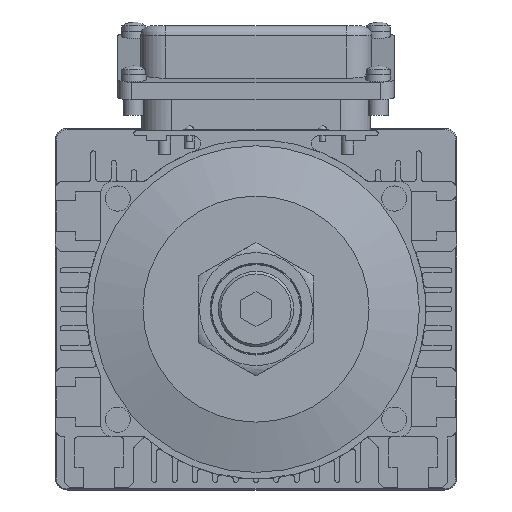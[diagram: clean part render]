
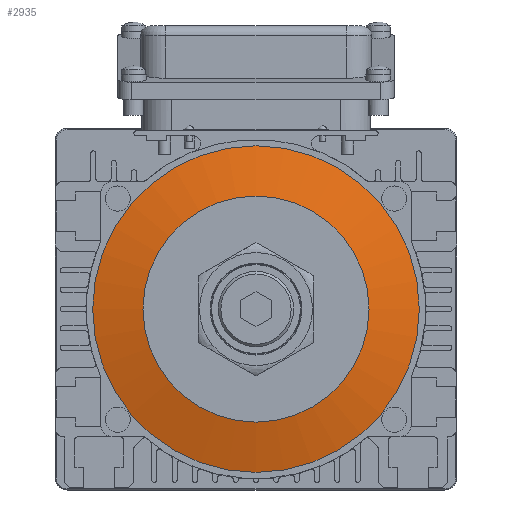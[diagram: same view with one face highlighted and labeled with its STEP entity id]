
A CAD part, front view. The second image highlights one B-rep face of the part: STEP entity #2935.
In plain terms, the highlighted conical face has half-angle 75.964 degrees and reference radius 45 mm.
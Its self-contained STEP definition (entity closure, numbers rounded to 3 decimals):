
#2935 = ADVANCED_FACE( '', ( #6133, #6134 ), #6135, .T. );
#6133 = FACE_OUTER_BOUND( '', #9493, .T. );
#6134 = FACE_BOUND( '', #9494, .T. );
#6135 = CONICAL_SURFACE( '', #9495, 45., 1.326 );
#9493 = EDGE_LOOP( '', ( #18442 ) );
#9494 = EDGE_LOOP( '', ( #18443 ) );
#9495 = AXIS2_PLACEMENT_3D( '', #18444, #18445, #18446 );
#18442 = ORIENTED_EDGE( '', *, *, #22075, .T. );
#18443 = ORIENTED_EDGE( '', *, *, #20017, .F. );
#18444 = CARTESIAN_POINT( '', ( 0., -66., 0. ) );
#18445 = DIRECTION( '', ( 0., 1., 0. ) );
#18446 = DIRECTION( '', ( 1., 0., 0. ) );
#20017 = EDGE_CURVE( '', #23971, #23971, #23972, .T. );
#22075 = EDGE_CURVE( '', #27067, #27067, #27068, .T. );
#23971 = VERTEX_POINT( '', #29814 );
#23972 = CIRCLE( '', #29815, 45. );
#27067 = VERTEX_POINT( '', #35246 );
#27068 = CIRCLE( '', #35247, 65. );
#29814 = CARTESIAN_POINT( '', ( -45., -66., 0. ) );
#29815 = AXIS2_PLACEMENT_3D( '', #37296, #37297, #37298 );
#35246 = CARTESIAN_POINT( '', ( -65., -61., 0. ) );
#35247 = AXIS2_PLACEMENT_3D( '', #39288, #39289, #39290 );
#37296 = CARTESIAN_POINT( '', ( 0., -66., 0. ) );
#37297 = DIRECTION( '', ( 0., -1., 0. ) );
#37298 = DIRECTION( '', ( -1., 0., 0. ) );
#39288 = CARTESIAN_POINT( '', ( 0., -61., 0. ) );
#39289 = DIRECTION( '', ( 0., -1., 0. ) );
#39290 = DIRECTION( '', ( -1., 0., 0. ) );
